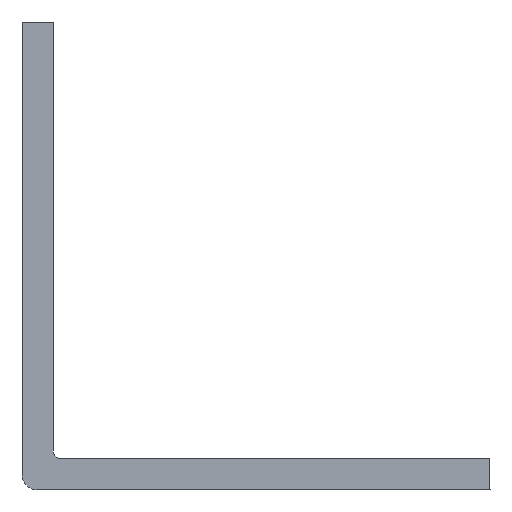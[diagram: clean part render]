
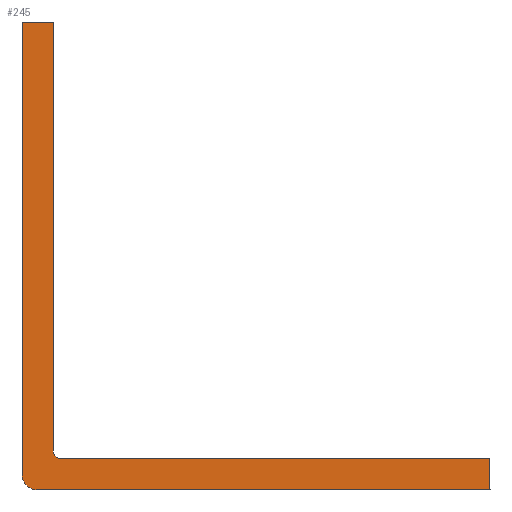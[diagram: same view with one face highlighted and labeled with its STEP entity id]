
A CAD part, left-side view. The second image highlights one B-rep face of the part: STEP entity #245.
In plain terms, the highlighted planar face has unit normal (-1, 0, 0).
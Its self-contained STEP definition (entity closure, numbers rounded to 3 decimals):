
#22=PLANE('',#274);
#31=FACE_OUTER_BOUND('',#44,.T.);
#44=EDGE_LOOP('',(#180,#181,#182,#183,#184,#185,#186,#187));
#63=LINE('',#376,#86);
#66=LINE('',#382,#89);
#67=LINE('',#384,#90);
#68=LINE('',#386,#91);
#69=LINE('',#390,#92);
#70=LINE('',#391,#93);
#86=VECTOR('',#305,10.);
#89=VECTOR('',#310,10.);
#90=VECTOR('',#311,10.);
#91=VECTOR('',#312,10.);
#92=VECTOR('',#315,10.);
#93=VECTOR('',#316,10.);
#108=CIRCLE('',#272,1.);
#109=CIRCLE('',#275,0.5);
#119=VERTEX_POINT('',#369);
#120=VERTEX_POINT('',#371);
#121=VERTEX_POINT('',#375);
#123=VERTEX_POINT('',#381);
#124=VERTEX_POINT('',#383);
#125=VERTEX_POINT('',#385);
#126=VERTEX_POINT('',#387);
#127=VERTEX_POINT('',#389);
#141=EDGE_CURVE('',#119,#120,#108,.T.);
#143=EDGE_CURVE('',#120,#121,#63,.T.);
#146=EDGE_CURVE('',#123,#119,#66,.T.);
#147=EDGE_CURVE('',#124,#123,#67,.T.);
#148=EDGE_CURVE('',#125,#124,#68,.T.);
#149=EDGE_CURVE('',#126,#125,#109,.T.);
#150=EDGE_CURVE('',#127,#126,#69,.T.);
#151=EDGE_CURVE('',#121,#127,#70,.T.);
#180=ORIENTED_EDGE('',*,*,#141,.F.);
#181=ORIENTED_EDGE('',*,*,#146,.F.);
#182=ORIENTED_EDGE('',*,*,#147,.F.);
#183=ORIENTED_EDGE('',*,*,#148,.F.);
#184=ORIENTED_EDGE('',*,*,#149,.F.);
#185=ORIENTED_EDGE('',*,*,#150,.F.);
#186=ORIENTED_EDGE('',*,*,#151,.F.);
#187=ORIENTED_EDGE('',*,*,#143,.F.);
#245=ADVANCED_FACE('',(#31),#22,.F.);
#272=AXIS2_PLACEMENT_3D('',#372,#300,#301);
#274=AXIS2_PLACEMENT_3D('',#380,#308,#309);
#275=AXIS2_PLACEMENT_3D('',#388,#313,#314);
#300=DIRECTION('center_axis',(1.,0.,0.));
#301=DIRECTION('ref_axis',(0.,0.707,-0.707));
#305=DIRECTION('',(0.,0.,1.));
#308=DIRECTION('center_axis',(1.,0.,0.));
#309=DIRECTION('ref_axis',(0.,0.,-1.));
#310=DIRECTION('',(0.,1.,0.));
#311=DIRECTION('',(0.,0.,-1.));
#312=DIRECTION('',(0.,-1.,0.));
#313=DIRECTION('center_axis',(-1.,0.,0.));
#314=DIRECTION('ref_axis',(0.,0.707,-0.707));
#315=DIRECTION('',(0.,0.,-1.));
#316=DIRECTION('',(0.,-1.,0.));
#369=CARTESIAN_POINT('',(-233.,14.,0.));
#371=CARTESIAN_POINT('',(-233.,15.,1.));
#372=CARTESIAN_POINT('Origin',(-233.,14.,1.));
#375=CARTESIAN_POINT('',(-233.,15.,30.));
#376=CARTESIAN_POINT('',(-233.,15.,6.25));
#380=CARTESIAN_POINT('Origin',(-233.,2.5,12.5));
#381=CARTESIAN_POINT('',(-233.,-15.,0.));
#382=CARTESIAN_POINT('',(-233.,-3.75,0.));
#383=CARTESIAN_POINT('',(-233.,-15.,2.));
#384=CARTESIAN_POINT('',(-233.,-15.,7.25));
#385=CARTESIAN_POINT('',(-233.,12.5,2.));
#386=CARTESIAN_POINT('',(-233.,7.75,2.));
#387=CARTESIAN_POINT('',(-233.,13.,2.5));
#388=CARTESIAN_POINT('Origin',(-233.,12.5,2.5));
#389=CARTESIAN_POINT('',(-233.,13.,30.));
#390=CARTESIAN_POINT('',(-233.,13.,18.75));
#391=CARTESIAN_POINT('',(-233.,8.75,30.));
